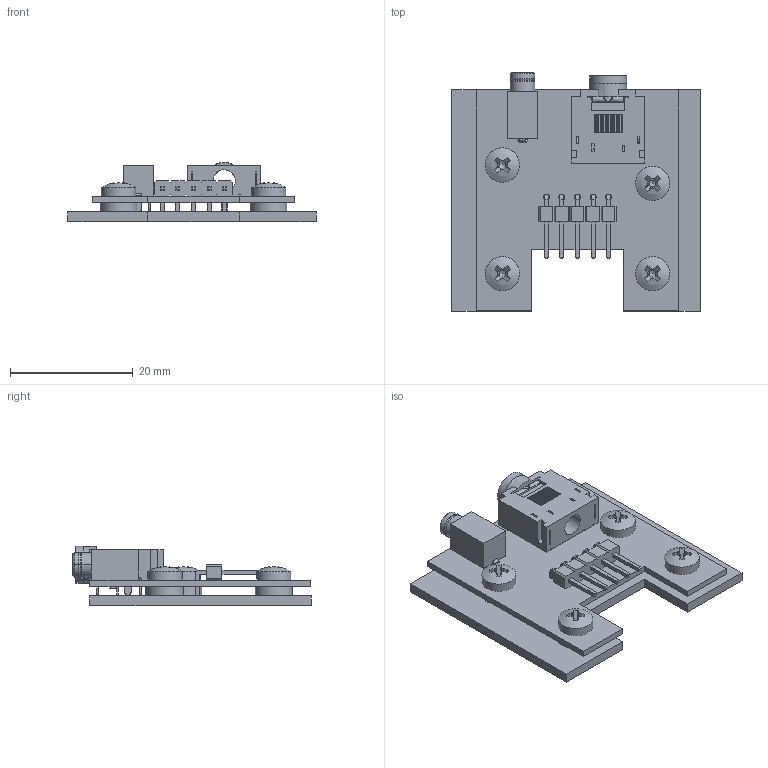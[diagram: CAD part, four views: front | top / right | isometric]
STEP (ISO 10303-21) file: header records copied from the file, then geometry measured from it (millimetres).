
FILE_DESCRIPTION(('FreeCAD Model'),'2;1');
FILE_NAME('Open CASCADE Shape Model','2023-12-16T17:22:00',(''),(''), 'Open CASCADE STEP processor 7.5','FreeCAD','Unknown');
FILE_SCHEMA(('AUTOMOTIVE_DESIGN { 1 0 10303 214 1 1 1 1 }'));
Length unit declared in the file: millimetre
Products named in the file (23): SH101_IO_MOD_GRIP_BOARD; SH101_IO 1; CUI_DEVICES_SJ1-3523N; SOLID; CUI_DEVICES_SJ1-2503A; COMPOUND; PinHeader_1x05_P2.54mm_Horizontal; SOLID001; SH101_IO PCB; SH101_MOD_GRIP_BOARD 1; SMTSO3015CTJ; SOLID002; SMTSO3015CTJ001; SOLID003; SMTSO3015CTJ002; SOLID004; SMTSO3015CTJ003; SOLID005; SH101_MOD_GRIP_BOARD PCB; M3x4-Screw; M3x4-Screw007; M3x4-Screw005; M3x4-Screw006
Assembly tree (22 placements, depth 4):
  SH101_IO_MOD_GRIP_BOARD
    SH101_IO 1
      CUI_DEVICES_SJ1-3523N
        SOLID
      CUI_DEVICES_SJ1-2503A
        COMPOUND
      PinHeader_1x05_P2.54mm_Horizontal
        SOLID001
      SH101_IO PCB
    SH101_MOD_GRIP_BOARD 1
      SMTSO3015CTJ
        SOLID002
      SMTSO3015CTJ001
        SOLID003
      SMTSO3015CTJ002
        SOLID004
      SMTSO3015CTJ003
        SOLID005
      SH101_MOD_GRIP_BOARD PCB
    M3x4-Screw
    M3x4-Screw007
    M3x4-Screw005
    M3x4-Screw006
Bounding box: 40.5 x 38.9 x 9.66 mm (x, y, z)
Volume: 4234.9 mm3; surface area: 7496.6 mm2
Topology: 16 solids, 16 shells, 808 faces, 2357 edges, 2578 vertices
Faces by surface type: bspline 590, plane 118, cylinder 72, cone 20, sphere 4, revolution 4
Full cylindrical faces by diameter (mm): 1 x5, 1.2 x6, 2 x3, 3 x28, 3.2 x4, 4.22 x4, 5.6 x4
Entity records: 40674 total; most frequent: CARTESIAN_POINT 22227, ORIENTED_EDGE 4054, EDGE_CURVE 2027, B_SPLINE_CURVE_WITH_KNOTS 1411, DIRECTION 1316, VERTEX_POINT 1290, FACE_BOUND 929, EDGE_LOOP 929
